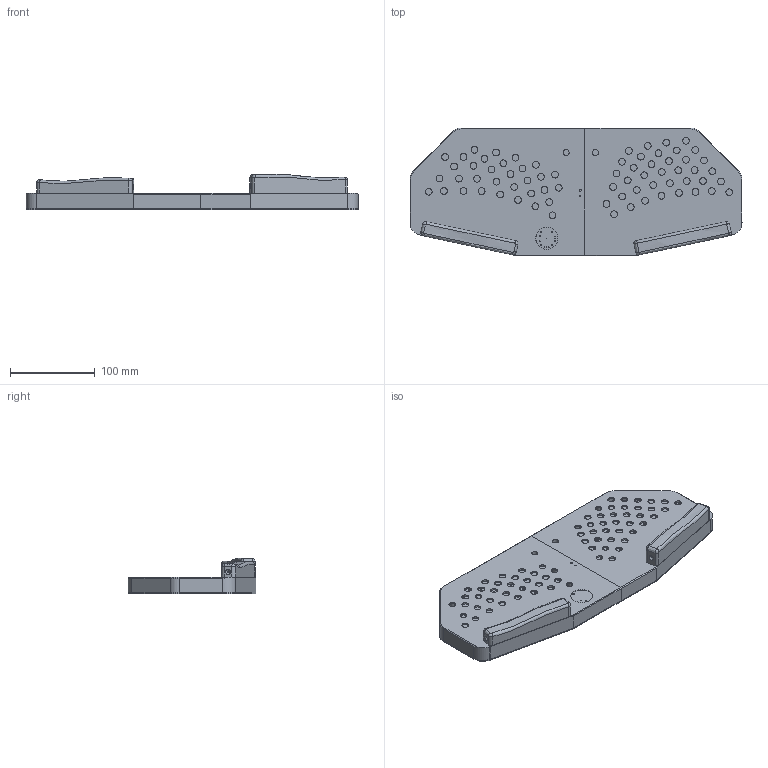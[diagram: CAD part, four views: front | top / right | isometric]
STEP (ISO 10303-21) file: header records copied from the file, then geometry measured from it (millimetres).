
FILE_DESCRIPTION(/* description */ (''),/* implementation_level */ '2;1');
FILE_NAME(/* name */ 'carter v59.step',/* time_stamp */ '2024-03-18T22:51:14+01:00',/* author */ (''),/* organization */ (''),/* preprocessor_version */ 'ST-DEVELOPER v20',/* originating_system */ 'Autodesk Translation Framework v12.20.1.177',/* authorisation */ '');
FILE_SCHEMA (('AUTOMOTIVE_DESIGN { 1 0 10303 214 3 1 1 }'));
Length unit declared in the file: millimetre
Products named in the file (1): carter
Bounding box: 391.86 x 150.85 x 42.09 mm (x, y, z)
Volume: 561872.3 mm3; surface area: 382157.7 mm2
Topology: 8 solids, 8 shells, 1347 faces, 3246 edges, 2143 vertices
Faces by surface type: plane 683, cylinder 610, cone 36, bspline 16, sphere 2
Full cylindrical faces by diameter (mm): 0.762 x1, 0.8 x28, 0.889 x10, 0.95 x6, 1.397 x4, 1.5 x1, 1.7 x142, 2 x12, 2.2 x1, 3.2 x42, 3.8 x29, 5.5 x1, 6 x2, 6.2 x1, 6.6 x15, 7 x2, 7.8 x23, 8 x142, 8.6 x15, 9.2 x2, 10 x72, 12 x1, 23 x2, 26 x1
Entity records: 41543 total; most frequent: CARTESIAN_POINT 7493, DIRECTION 7166, ORIENTED_EDGE 6492, EDGE_CURVE 3246, AXIS2_PLACEMENT_3D 2624, EDGE_LOOP 2227, VERTEX_POINT 2143, LINE 1918
